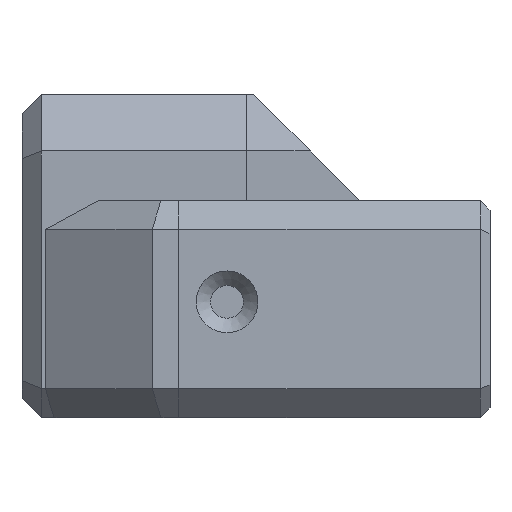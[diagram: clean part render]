
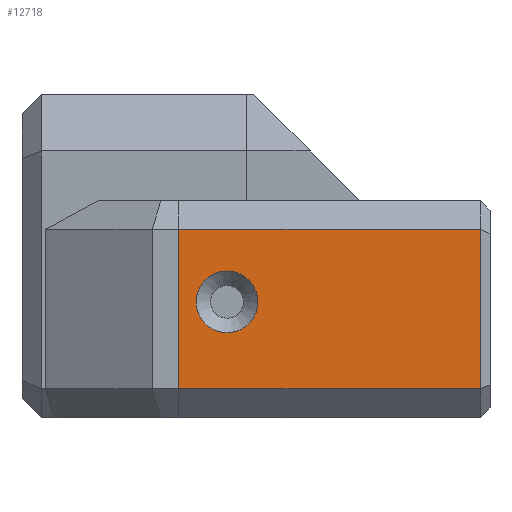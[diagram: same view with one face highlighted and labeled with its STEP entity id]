
A CAD part, left-side view. The second image highlights one B-rep face of the part: STEP entity #12718.
In plain terms, the highlighted planar face has unit normal (-1, 0, 0).
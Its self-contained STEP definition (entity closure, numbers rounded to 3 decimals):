
#322=CIRCLE('',#13209,3.2);
#383=FACE_BOUND('',#1817,.T.);
#525=PLANE('',#13208);
#1098=FACE_OUTER_BOUND('',#1816,.T.);
#1816=EDGE_LOOP('',(#10175,#10176,#10177,#10178));
#1817=EDGE_LOOP('',(#10179));
#2714=LINE('',#22917,#3977);
#2731=LINE('',#22948,#3994);
#2732=LINE('',#22950,#3995);
#2733=LINE('',#22951,#3996);
#3977=VECTOR('',#14330,10.);
#3994=VECTOR('',#14361,10.);
#3995=VECTOR('',#14362,10.);
#3996=VECTOR('',#14363,10.);
#5795=VERTEX_POINT('',#22914);
#5796=VERTEX_POINT('',#22916);
#5803=VERTEX_POINT('',#22947);
#5804=VERTEX_POINT('',#22949);
#5805=VERTEX_POINT('',#22952);
#7350=EDGE_CURVE('',#5795,#5796,#2714,.T.);
#7367=EDGE_CURVE('',#5803,#5795,#2731,.T.);
#7368=EDGE_CURVE('',#5803,#5804,#2732,.T.);
#7369=EDGE_CURVE('',#5796,#5804,#2733,.T.);
#7370=EDGE_CURVE('',#5805,#5805,#322,.T.);
#10175=ORIENTED_EDGE('',*,*,#7350,.F.);
#10176=ORIENTED_EDGE('',*,*,#7367,.F.);
#10177=ORIENTED_EDGE('',*,*,#7368,.T.);
#10178=ORIENTED_EDGE('',*,*,#7369,.F.);
#10179=ORIENTED_EDGE('',*,*,#7370,.F.);
#12718=ADVANCED_FACE('',(#1098,#383),#525,.T.);
#13208=AXIS2_PLACEMENT_3D('',#22946,#14359,#14360);
#13209=AXIS2_PLACEMENT_3D('',#22953,#14364,#14365);
#14330=DIRECTION('',(0.,0.,-1.));
#14359=DIRECTION('center_axis',(-1.,0.,0.));
#14360=DIRECTION('ref_axis',(0.,1.,0.));
#14361=DIRECTION('',(0.,-1.,0.));
#14362=DIRECTION('',(0.,0.,-1.));
#14363=DIRECTION('',(0.,1.,0.));
#14364=DIRECTION('center_axis',(-1.,0.,0.));
#14365=DIRECTION('ref_axis',(0.,1.,0.));
#22914=CARTESIAN_POINT('',(-23.7,-23.25,16.));
#22916=CARTESIAN_POINT('',(-23.7,-23.25,-0.5));
#22917=CARTESIAN_POINT('',(-23.7,-23.25,0.));
#22946=CARTESIAN_POINT('Origin',(-23.7,-24.25,0.));
#22947=CARTESIAN_POINT('',(-23.7,8.,16.));
#22948=CARTESIAN_POINT('',(-23.7,-12.125,16.));
#22949=CARTESIAN_POINT('',(-23.7,8.,-0.5));
#22950=CARTESIAN_POINT('',(-23.7,8.,3.875));
#22951=CARTESIAN_POINT('',(-23.7,-12.125,-0.5));
#22952=CARTESIAN_POINT('',(-23.7,-0.2,8.5));
#22953=CARTESIAN_POINT('Origin',(-23.7,3.,8.5));
